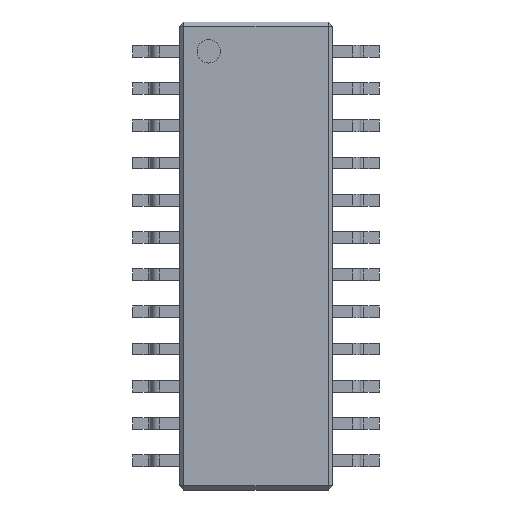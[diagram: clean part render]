
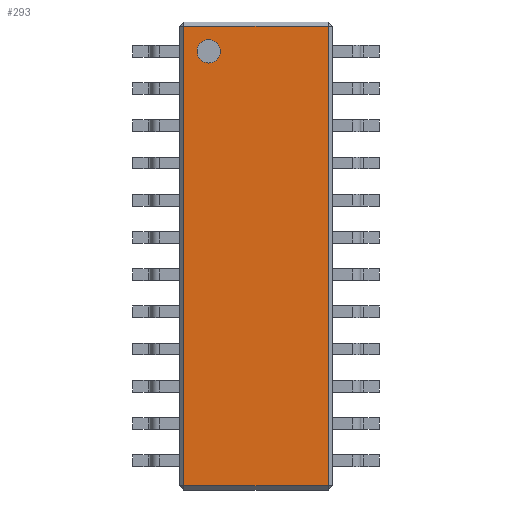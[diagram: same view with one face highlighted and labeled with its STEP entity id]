
A CAD part, top view. The second image highlights one B-rep face of the part: STEP entity #293.
In plain terms, the highlighted planar face has unit normal (0, 0, 1).
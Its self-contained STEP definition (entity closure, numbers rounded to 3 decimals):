
#13=DIRECTION('',(0.,0.,1.));
#14=DIRECTION('',(1.,0.,0.));
#87=VECTOR('',#88,1.);
#88=DIRECTION('',(0.,1.,0.));
#162=VERTEX_POINT('',#163);
#163=CARTESIAN_POINT('',(-2.46,-7.835,1.2));
#171=VERTEX_POINT('',#172);
#172=CARTESIAN_POINT('',(-2.46,7.835,1.2));
#177=ORIENTED_EDGE('',*,*,#178,.F.);
#178=EDGE_CURVE('',#162,#171,#179,.T.);
#179=LINE('',#180,#87);
#180=CARTESIAN_POINT('',(-2.46,-7.985,1.2));
#250=VECTOR('',#14,1.);
#293=ADVANCED_FACE('',(#294,#312),#321,.T.);
#294=FACE_BOUND('',#295,.T.);
#295=EDGE_LOOP('',(#177,#296,#302,#308));
#296=ORIENTED_EDGE('',*,*,#297,.T.);
#297=EDGE_CURVE('',#162,#298,#300,.T.);
#298=VERTEX_POINT('',#299);
#299=CARTESIAN_POINT('',(2.46,-7.835,1.2));
#300=LINE('',#301,#250);
#301=CARTESIAN_POINT('',(-2.61,-7.835,1.2));
#302=ORIENTED_EDGE('',*,*,#303,.T.);
#303=EDGE_CURVE('',#298,#304,#306,.T.);
#304=VERTEX_POINT('',#305);
#305=CARTESIAN_POINT('',(2.46,7.835,1.2));
#306=LINE('',#307,#87);
#307=CARTESIAN_POINT('',(2.46,-7.985,1.2));
#308=ORIENTED_EDGE('',*,*,#309,.F.);
#309=EDGE_CURVE('',#171,#304,#310,.T.);
#310=LINE('',#311,#250);
#311=CARTESIAN_POINT('',(-2.61,7.835,1.2));
#312=FACE_BOUND('',#313,.T.);
#313=EDGE_LOOP('',(#314));
#314=ORIENTED_EDGE('',*,*,#315,.F.);
#315=EDGE_CURVE('',#316,#316,#318,.T.);
#316=VERTEX_POINT('',#317);
#317=CARTESIAN_POINT('',(-1.21,6.985,1.2));
#318=CIRCLE('',#319,0.4);
#319=AXIS2_PLACEMENT_3D('',#320,#13,#14);
#320=CARTESIAN_POINT('',(-1.61,6.985,1.2));
#321=PLANE('',#322);
#322=AXIS2_PLACEMENT_3D('',#323,#13,#14);
#323=CARTESIAN_POINT('',(-2.61,-7.985,1.2));
